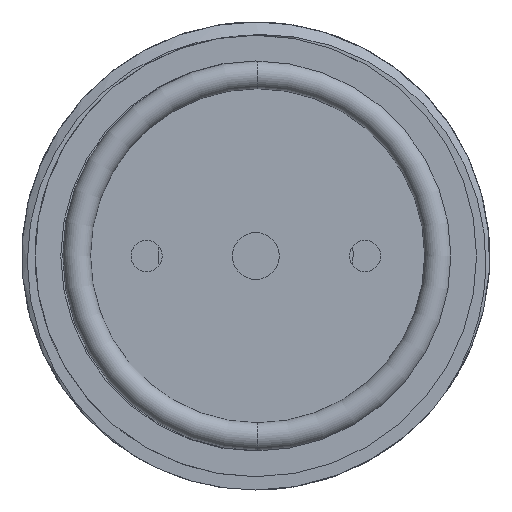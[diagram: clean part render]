
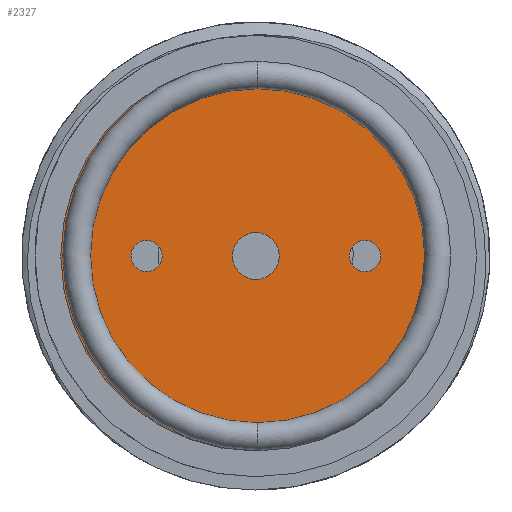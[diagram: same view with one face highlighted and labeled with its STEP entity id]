
A CAD part, front view. The second image highlights one B-rep face of the part: STEP entity #2327.
In plain terms, the highlighted planar face has unit normal (0, -1, 0).
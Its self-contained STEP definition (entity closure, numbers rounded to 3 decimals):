
#190 = DIRECTION ( 'NONE',  ( 0., 0., -1. ) ) ;
#219 = VERTEX_POINT ( 'NONE', #389 ) ;
#316 = EDGE_CURVE ( 'NONE', #829, #1360, #1313, .T. ) ;
#389 = CARTESIAN_POINT ( 'NONE',  ( 0., 1.4, -1.5 ) ) ;
#398 = CARTESIAN_POINT ( 'NONE',  ( 7., 1.4, 0. ) ) ;
#410 = CIRCLE ( 'NONE', #3044, 1.5 ) ;
#495 = VERTEX_POINT ( 'NONE', #3510 ) ;
#554 = CARTESIAN_POINT ( 'NONE',  ( 0., 1.4, 12.5 ) ) ;
#644 = AXIS2_PLACEMENT_3D ( 'NONE', #1257, #3744, #1125 ) ;
#663 = CARTESIAN_POINT ( 'NONE',  ( 7., 1.4, 1. ) ) ;
#666 = EDGE_LOOP ( 'NONE', ( #1740, #1774 ) ) ;
#685 = PLANE ( 'NONE',  #2433 ) ;
#781 = EDGE_LOOP ( 'NONE', ( #2983, #3221 ) ) ;
#810 = EDGE_CURVE ( 'NONE', #1360, #829, #3933, .T. ) ;
#829 = VERTEX_POINT ( 'NONE', #4213 ) ;
#950 = ORIENTED_EDGE ( 'NONE', *, *, #2502, .T. ) ;
#972 = EDGE_CURVE ( 'NONE', #3790, #1292, #2744, .T. ) ;
#1007 = AXIS2_PLACEMENT_3D ( 'NONE', #2576, #4179, #2212 ) ;
#1091 = EDGE_CURVE ( 'NONE', #1292, #3790, #1659, .T. ) ;
#1107 = ORIENTED_EDGE ( 'NONE', *, *, #972, .F. ) ;
#1125 = DIRECTION ( 'NONE',  ( 0., 0., -1. ) ) ;
#1171 = ORIENTED_EDGE ( 'NONE', *, *, #1091, .F. ) ;
#1204 = DIRECTION ( 'NONE',  ( 0., -1., 0. ) ) ;
#1257 = CARTESIAN_POINT ( 'NONE',  ( -7., 1.4, 0. ) ) ;
#1261 = AXIS2_PLACEMENT_3D ( 'NONE', #3626, #1649, #3954 ) ;
#1262 = AXIS2_PLACEMENT_3D ( 'NONE', #398, #2715, #3042 ) ;
#1290 = CARTESIAN_POINT ( 'NONE',  ( 0., 1.4, 0. ) ) ;
#1292 = VERTEX_POINT ( 'NONE', #2613 ) ;
#1313 = CIRCLE ( 'NONE', #644, 1. ) ;
#1360 = VERTEX_POINT ( 'NONE', #2344 ) ;
#1364 = DIRECTION ( 'NONE',  ( 0., -1., 0. ) ) ;
#1491 = DIRECTION ( 'NONE',  ( 0., -1., 0. ) ) ;
#1537 = EDGE_CURVE ( 'NONE', #4147, #495, #2081, .T. ) ;
#1611 = DIRECTION ( 'NONE',  ( 0., 0., -1. ) ) ;
#1649 = DIRECTION ( 'NONE',  ( 0., -1., 0. ) ) ;
#1659 = CIRCLE ( 'NONE', #1262, 1. ) ;
#1673 = CARTESIAN_POINT ( 'NONE',  ( 0., 1.4, 0. ) ) ;
#1679 = CARTESIAN_POINT ( 'NONE',  ( 0., 1.4, 0. ) ) ;
#1740 = ORIENTED_EDGE ( 'NONE', *, *, #316, .F. ) ;
#1774 = ORIENTED_EDGE ( 'NONE', *, *, #810, .F. ) ;
#2003 = DIRECTION ( 'NONE',  ( 0., 0., -1. ) ) ;
#2081 = CIRCLE ( 'NONE', #3435, 12.5 ) ;
#2212 = DIRECTION ( 'NONE',  ( 0., 0., -1. ) ) ;
#2327 = ADVANCED_FACE ( 'NONE', ( #3191, #3080, #4061, #3960 ), #685, .T. ) ;
#2344 = CARTESIAN_POINT ( 'NONE',  ( -7., 1.4, 1. ) ) ;
#2387 = EDGE_LOOP ( 'NONE', ( #950, #2658 ) ) ;
#2433 = AXIS2_PLACEMENT_3D ( 'NONE', #1679, #1364, #3675 ) ;
#2498 = CARTESIAN_POINT ( 'NONE',  ( 0., 1.4, 0. ) ) ;
#2502 = EDGE_CURVE ( 'NONE', #495, #4147, #3554, .T. ) ;
#2576 = CARTESIAN_POINT ( 'NONE',  ( -7., 1.4, 0. ) ) ;
#2613 = CARTESIAN_POINT ( 'NONE',  ( 7., 1.4, -1. ) ) ;
#2658 = ORIENTED_EDGE ( 'NONE', *, *, #1537, .T. ) ;
#2715 = DIRECTION ( 'NONE',  ( 0., -1., 0. ) ) ;
#2719 = EDGE_LOOP ( 'NONE', ( #1171, #1107 ) ) ;
#2744 = CIRCLE ( 'NONE', #3313, 1. ) ;
#2937 = AXIS2_PLACEMENT_3D ( 'NONE', #1673, #3982, #2003 ) ;
#2983 = ORIENTED_EDGE ( 'NONE', *, *, #3073, .F. ) ;
#3042 = DIRECTION ( 'NONE',  ( 0., 0., -1. ) ) ;
#3044 = AXIS2_PLACEMENT_3D ( 'NONE', #1290, #3595, #1611 ) ;
#3073 = EDGE_CURVE ( 'NONE', #219, #3658, #3632, .T. ) ;
#3080 = FACE_BOUND ( 'NONE', #666, .T. ) ;
#3191 = FACE_BOUND ( 'NONE', #2719, .T. ) ;
#3221 = ORIENTED_EDGE ( 'NONE', *, *, #4127, .F. ) ;
#3313 = AXIS2_PLACEMENT_3D ( 'NONE', #3466, #1491, #3801 ) ;
#3435 = AXIS2_PLACEMENT_3D ( 'NONE', #2498, #1204, #190 ) ;
#3466 = CARTESIAN_POINT ( 'NONE',  ( 7., 1.4, 0. ) ) ;
#3510 = CARTESIAN_POINT ( 'NONE',  ( 0., 1.4, -12.5 ) ) ;
#3554 = CIRCLE ( 'NONE', #1261, 12.5 ) ;
#3595 = DIRECTION ( 'NONE',  ( 0., -1., 0. ) ) ;
#3626 = CARTESIAN_POINT ( 'NONE',  ( 0., 1.4, 0. ) ) ;
#3632 = CIRCLE ( 'NONE', #2937, 1.5 ) ;
#3658 = VERTEX_POINT ( 'NONE', #4230 ) ;
#3675 = DIRECTION ( 'NONE',  ( 0., 0., -1. ) ) ;
#3744 = DIRECTION ( 'NONE',  ( 0., -1., 0. ) ) ;
#3790 = VERTEX_POINT ( 'NONE', #663 ) ;
#3801 = DIRECTION ( 'NONE',  ( 0., 0., -1. ) ) ;
#3933 = CIRCLE ( 'NONE', #1007, 1. ) ;
#3954 = DIRECTION ( 'NONE',  ( 0., 0., -1. ) ) ;
#3960 = FACE_OUTER_BOUND ( 'NONE', #2387, .T. ) ;
#3982 = DIRECTION ( 'NONE',  ( 0., -1., 0. ) ) ;
#4061 = FACE_BOUND ( 'NONE', #781, .T. ) ;
#4127 = EDGE_CURVE ( 'NONE', #3658, #219, #410, .T. ) ;
#4147 = VERTEX_POINT ( 'NONE', #554 ) ;
#4179 = DIRECTION ( 'NONE',  ( 0., -1., 0. ) ) ;
#4213 = CARTESIAN_POINT ( 'NONE',  ( -7., 1.4, -1. ) ) ;
#4230 = CARTESIAN_POINT ( 'NONE',  ( 0., 1.4, 1.5 ) ) ;
